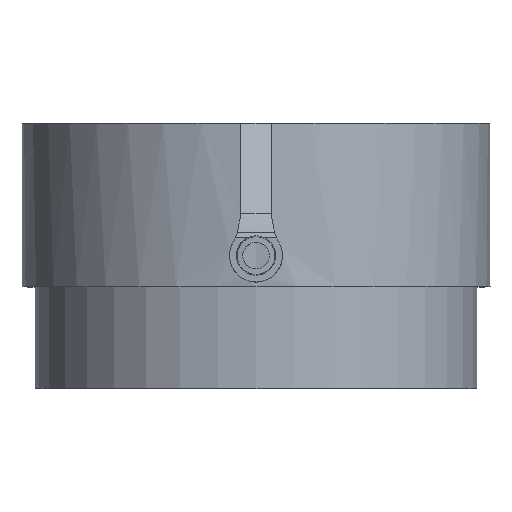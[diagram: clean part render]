
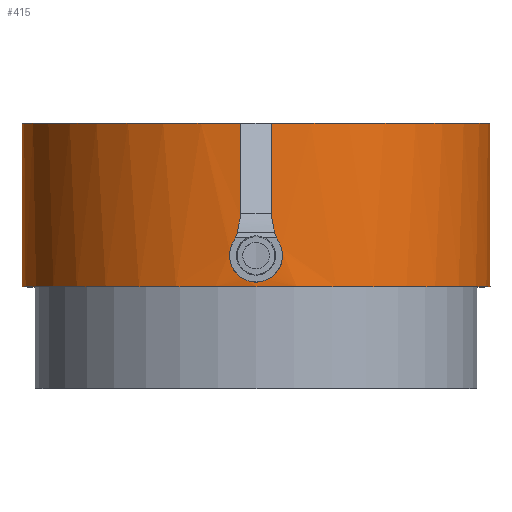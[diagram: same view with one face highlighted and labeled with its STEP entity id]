
A CAD part, top view. The second image highlights one B-rep face of the part: STEP entity #415.
In plain terms, the highlighted cylindrical face has radius 53 mm (diameter 106 mm), a full revolution.
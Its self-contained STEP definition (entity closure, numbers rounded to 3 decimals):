
#33=B_SPLINE_CURVE_WITH_KNOTS('',3,(#732,#733,#734,#735,#736,#737,#738,
#739,#740,#741,#742,#743,#744,#745,#746,#747,#748,#749,#750,#751,#752,#753),
 .UNSPECIFIED.,.F.,.F.,(4,2,2,2,2,2,2,2,2,2,4),(1.458,1.584,
1.81,2.036,2.262,2.488,2.715,
2.941,3.167,3.393,3.62),
 .UNSPECIFIED.);
#34=B_SPLINE_CURVE_WITH_KNOTS('',3,(#754,#755,#756,#757,#758,#759),
 .UNSPECIFIED.,.F.,.F.,(4,2,4),(0.,0.226,0.351),
 .UNSPECIFIED.);
#60=FACE_OUTER_BOUND('',#83,.T.);
#83=EDGE_LOOP('',(#329,#330,#331,#332,#333,#334,#335,#336,#337,#338,#339,
#340,#341));
#108=CIRCLE('',#470,53.);
#109=CIRCLE('',#471,53.);
#110=CIRCLE('',#472,53.);
#122=LINE('',#647,#152);
#139=LINE('',#761,#169);
#140=LINE('',#765,#170);
#152=VECTOR('',#516,10.);
#169=VECTOR('',#561,10.);
#170=VECTOR('',#564,53.);
#181=ELLIPSE('',#457,273.345,53.);
#183=ELLIPSE('',#464,139.316,53.);
#184=ELLIPSE('',#466,273.345,53.);
#185=ELLIPSE('',#468,139.316,53.);
#192=VERTEX_POINT('',#644);
#193=VERTEX_POINT('',#646);
#196=VERTEX_POINT('',#654);
#205=VERTEX_POINT('',#713);
#206=VERTEX_POINT('',#715);
#208=VERTEX_POINT('',#721);
#210=VERTEX_POINT('',#727);
#211=VERTEX_POINT('',#731);
#212=VERTEX_POINT('',#760);
#213=VERTEX_POINT('',#762);
#214=VERTEX_POINT('',#764);
#232=EDGE_CURVE('',#193,#192,#122,.T.);
#237=EDGE_CURVE('',#192,#196,#181,.T.);
#250=EDGE_CURVE('',#206,#205,#183,.T.);
#254=EDGE_CURVE('',#205,#208,#184,.T.);
#257=EDGE_CURVE('',#196,#210,#185,.T.);
#258=EDGE_CURVE('',#210,#211,#33,.T.);
#259=EDGE_CURVE('',#211,#206,#34,.T.);
#260=EDGE_CURVE('',#208,#212,#139,.T.);
#261=EDGE_CURVE('',#213,#212,#108,.T.);
#262=EDGE_CURVE('',#213,#214,#140,.T.);
#263=EDGE_CURVE('',#214,#214,#109,.T.);
#264=EDGE_CURVE('',#193,#213,#110,.T.);
#329=ORIENTED_EDGE('',*,*,#237,.T.);
#330=ORIENTED_EDGE('',*,*,#257,.T.);
#331=ORIENTED_EDGE('',*,*,#258,.T.);
#332=ORIENTED_EDGE('',*,*,#259,.T.);
#333=ORIENTED_EDGE('',*,*,#250,.T.);
#334=ORIENTED_EDGE('',*,*,#254,.T.);
#335=ORIENTED_EDGE('',*,*,#260,.T.);
#336=ORIENTED_EDGE('',*,*,#261,.F.);
#337=ORIENTED_EDGE('',*,*,#262,.T.);
#338=ORIENTED_EDGE('',*,*,#263,.T.);
#339=ORIENTED_EDGE('',*,*,#262,.F.);
#340=ORIENTED_EDGE('',*,*,#264,.F.);
#341=ORIENTED_EDGE('',*,*,#232,.T.);
#400=CYLINDRICAL_SURFACE('',#469,53.);
#415=ADVANCED_FACE('',(#60),#400,.T.);
#457=AXIS2_PLACEMENT_3D('',#656,#523,#524);
#464=AXIS2_PLACEMENT_3D('',#716,#544,#545);
#466=AXIS2_PLACEMENT_3D('',#723,#551,#552);
#468=AXIS2_PLACEMENT_3D('',#729,#557,#558);
#469=AXIS2_PLACEMENT_3D('',#730,#559,#560);
#470=AXIS2_PLACEMENT_3D('',#763,#562,#563);
#471=AXIS2_PLACEMENT_3D('',#766,#565,#566);
#472=AXIS2_PLACEMENT_3D('',#767,#567,#568);
#516=DIRECTION('',(0.,-1.,0.));
#523=DIRECTION('center_axis',(0.981,0.194,0.));
#524=DIRECTION('ref_axis',(0.194,-0.981,0.));
#544=DIRECTION('center_axis',(-0.925,0.38,0.));
#545=DIRECTION('ref_axis',(0.38,0.925,0.));
#551=DIRECTION('center_axis',(-0.981,0.194,0.));
#552=DIRECTION('ref_axis',(0.194,0.981,0.));
#557=DIRECTION('center_axis',(0.925,0.38,0.));
#558=DIRECTION('ref_axis',(0.38,-0.925,0.));
#559=DIRECTION('center_axis',(0.,1.,0.));
#560=DIRECTION('ref_axis',(0.,0.,1.));
#561=DIRECTION('',(0.,1.,0.));
#562=DIRECTION('center_axis',(0.,1.,0.));
#563=DIRECTION('ref_axis',(1.,0.,0.));
#564=DIRECTION('',(0.,-1.,0.));
#565=DIRECTION('center_axis',(0.,1.,0.));
#566=DIRECTION('ref_axis',(1.,0.,0.));
#567=DIRECTION('center_axis',(0.,1.,0.));
#568=DIRECTION('ref_axis',(1.,0.,0.));
#644=CARTESIAN_POINT('',(3.5,-21.127,52.884));
#646=CARTESIAN_POINT('',(3.5,0.,52.884));
#647=CARTESIAN_POINT('',(3.5,-18.5,52.884));
#654=CARTESIAN_POINT('',(4.261,-24.976,52.828));
#656=CARTESIAN_POINT('Origin',(0.,-3.418,0.));
#713=CARTESIAN_POINT('',(-4.261,-24.976,52.828));
#715=CARTESIAN_POINT('',(-4.907,-26.548,52.772));
#716=CARTESIAN_POINT('Origin',(0.,-14.618,0.));
#721=CARTESIAN_POINT('',(-3.5,-21.127,52.884));
#723=CARTESIAN_POINT('Origin',(0.,-3.418,0.));
#727=CARTESIAN_POINT('',(4.907,-26.548,52.772));
#729=CARTESIAN_POINT('Origin',(0.,-14.618,0.));
#730=CARTESIAN_POINT('Origin',(0.,-18.5,0.));
#731=CARTESIAN_POINT('',(-6.,-30.,52.659));
#732=CARTESIAN_POINT('Ctrl Pts',(4.907,-26.548,52.772));
#733=CARTESIAN_POINT('Ctrl Pts',(5.158,-26.904,52.749));
#734=CARTESIAN_POINT('Ctrl Pts',(5.373,-27.294,52.727));
#735=CARTESIAN_POINT('Ctrl Pts',(5.849,-28.442,52.677));
#736=CARTESIAN_POINT('Ctrl Pts',(6.,-29.246,52.659));
#737=CARTESIAN_POINT('Ctrl Pts',(6.,-30.754,52.659));
#738=CARTESIAN_POINT('Ctrl Pts',(5.849,-31.558,52.677));
#739=CARTESIAN_POINT('Ctrl Pts',(5.237,-33.036,52.742));
#740=CARTESIAN_POINT('Ctrl Pts',(4.775,-33.71,52.787));
#741=CARTESIAN_POINT('Ctrl Pts',(3.71,-34.775,52.873));
#742=CARTESIAN_POINT('Ctrl Pts',(3.036,-35.237,52.918));
#743=CARTESIAN_POINT('Ctrl Pts',(1.558,-35.849,52.982));
#744=CARTESIAN_POINT('Ctrl Pts',(0.754,-36.,53.));
#745=CARTESIAN_POINT('Ctrl Pts',(-0.754,-36.,53.));
#746=CARTESIAN_POINT('Ctrl Pts',(-1.558,-35.849,52.982));
#747=CARTESIAN_POINT('Ctrl Pts',(-3.036,-35.237,52.918));
#748=CARTESIAN_POINT('Ctrl Pts',(-3.71,-34.775,52.873));
#749=CARTESIAN_POINT('Ctrl Pts',(-4.775,-33.71,52.787));
#750=CARTESIAN_POINT('Ctrl Pts',(-5.237,-33.036,52.742));
#751=CARTESIAN_POINT('Ctrl Pts',(-5.849,-31.558,52.677));
#752=CARTESIAN_POINT('Ctrl Pts',(-6.,-30.754,52.659));
#753=CARTESIAN_POINT('Ctrl Pts',(-6.,-30.,52.659));
#754=CARTESIAN_POINT('Ctrl Pts',(-6.,-30.,52.659));
#755=CARTESIAN_POINT('Ctrl Pts',(-6.,-29.246,52.659));
#756=CARTESIAN_POINT('Ctrl Pts',(-5.849,-28.442,52.677));
#757=CARTESIAN_POINT('Ctrl Pts',(-5.373,-27.294,52.727));
#758=CARTESIAN_POINT('Ctrl Pts',(-5.158,-26.904,52.749));
#759=CARTESIAN_POINT('Ctrl Pts',(-4.907,-26.548,52.772));
#760=CARTESIAN_POINT('',(-3.5,0.,52.884));
#761=CARTESIAN_POINT('',(-3.5,-18.5,52.884));
#762=CARTESIAN_POINT('',(0.,0.,-53.));
#763=CARTESIAN_POINT('Origin',(0.,0.,0.));
#764=CARTESIAN_POINT('',(0.,-37.,-53.));
#765=CARTESIAN_POINT('',(0.,-18.5,-53.));
#766=CARTESIAN_POINT('Origin',(0.,-37.,0.));
#767=CARTESIAN_POINT('Origin',(0.,0.,0.));
